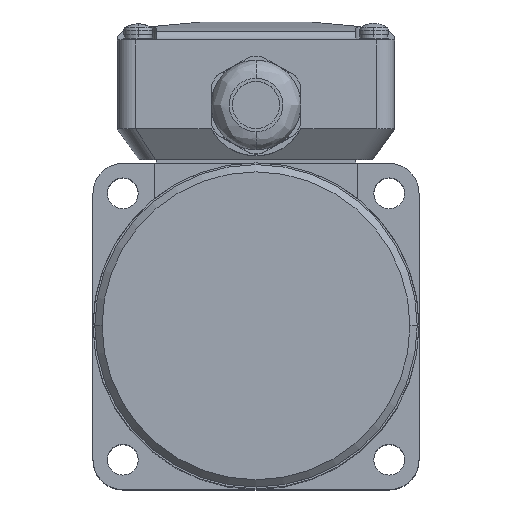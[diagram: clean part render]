
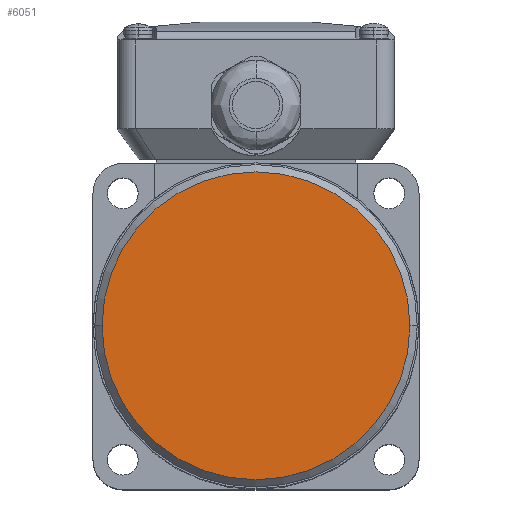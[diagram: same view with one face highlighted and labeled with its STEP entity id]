
A CAD part, top view. The second image highlights one B-rep face of the part: STEP entity #6051.
In plain terms, the highlighted planar face has unit normal (0, 0, 1).
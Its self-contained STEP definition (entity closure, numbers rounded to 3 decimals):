
#291 = VERTEX_POINT ( 'NONE', #8120 ) ;
#456 = VERTEX_POINT ( 'NONE', #8123 ) ;
#1510 = AXIS2_PLACEMENT_3D ( 'NONE', #4396, #4395, #4394 ) ;
#1511 = CIRCLE ( 'NONE', #1510, 42.5 ) ;
#1633 = ORIENTED_EDGE ( 'NONE', *, *, #4623, .F. ) ;
#1636 = ORIENTED_EDGE ( 'NONE', *, *, #9092, .F. ) ;
#2326 = EDGE_LOOP ( 'NONE', ( #1633, #1636 ) ) ;
#2519 = FACE_OUTER_BOUND ( 'NONE', #2326, .T. ) ;
#3613 = PLANE ( 'NONE',  #8191 ) ;
#3614 = CARTESIAN_POINT ( 'NONE',  ( 0., 44.5, 120. ) ) ;
#3615 = DIRECTION ( 'NONE',  ( 0., 0., 1. ) ) ;
#3616 = DIRECTION ( 'NONE',  ( 0., -1., 0. ) ) ;
#4394 = DIRECTION ( 'NONE',  ( -1., 0., 0. ) ) ;
#4395 = DIRECTION ( 'NONE',  ( 0., 0., -1. ) ) ;
#4396 = CARTESIAN_POINT ( 'NONE',  ( 0., 0., 120. ) ) ;
#4623 = EDGE_CURVE ( 'NONE', #456, #291, #1511, .T. ) ;
#6051 = ADVANCED_FACE ( 'NONE', ( #2519 ), #3613, .T. ) ;
#7093 = CARTESIAN_POINT ( 'NONE',  ( 0., 0., 120. ) ) ;
#7094 = DIRECTION ( 'NONE',  ( 0., 0., -1. ) ) ;
#7095 = DIRECTION ( 'NONE',  ( -1., 0., 0. ) ) ;
#8120 = CARTESIAN_POINT ( 'NONE',  ( 42.5, 0., 120. ) ) ;
#8123 = CARTESIAN_POINT ( 'NONE',  ( -42.5, 0., 120. ) ) ;
#8191 = AXIS2_PLACEMENT_3D ( 'NONE', #3614, #3615, #3616 ) ;
#9058 = AXIS2_PLACEMENT_3D ( 'NONE', #7093, #7094, #7095 ) ;
#9068 = CIRCLE ( 'NONE', #9058, 42.5 ) ;
#9092 = EDGE_CURVE ( 'NONE', #291, #456, #9068, .T. ) ;
